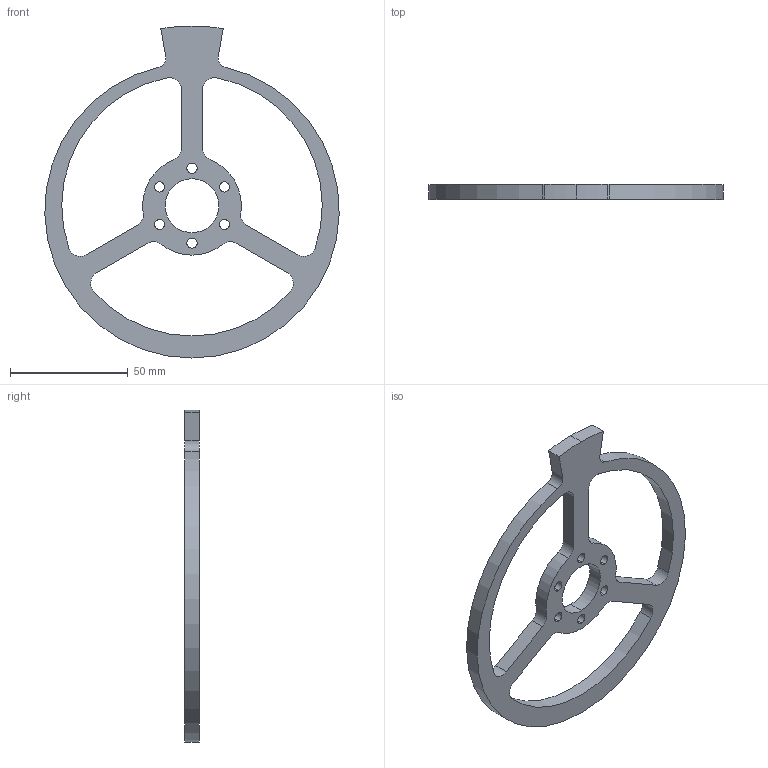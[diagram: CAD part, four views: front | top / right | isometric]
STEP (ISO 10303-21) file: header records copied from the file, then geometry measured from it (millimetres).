
FILE_DESCRIPTION (( 'STEP AP214' ), '1' );
FILE_NAME ('Bee''s Knees Single Tooth Weapon - AR500 - .25''''.STEP', '2022-09-03T01:43:31', ( '' ), ( '' ), 'SwSTEP 2.0', 'SolidWorks 2021', '' );
FILE_SCHEMA (( 'AUTOMOTIVE_DESIGN' ));
Length unit declared in the file: inch
Products named in the file (1): Bee''s Knees Single Tooth Weapon - AR500 - .25''''
Bounding box: 124.86 x 6.35 x 140.79 mm (x, y, z)
Volume: 31181.5 mm3; surface area: 17367.4 mm2
Topology: 1 solids, 1 shells, 51 faces, 147 edges, 98 vertices
Faces by surface type: cylinder 41, plane 10
Entity records: 1803 total; most frequent: DIRECTION 333, CARTESIAN_POINT 297, ORIENTED_EDGE 294, EDGE_CURVE 147, AXIS2_PLACEMENT_3D 134, VERTEX_POINT 98, CIRCLE 82, EDGE_LOOP 71
